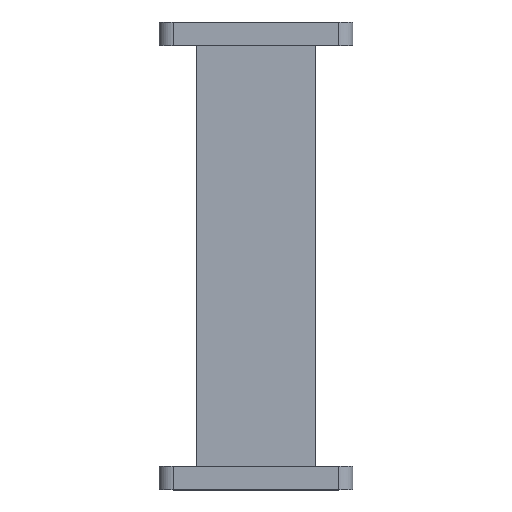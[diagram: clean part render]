
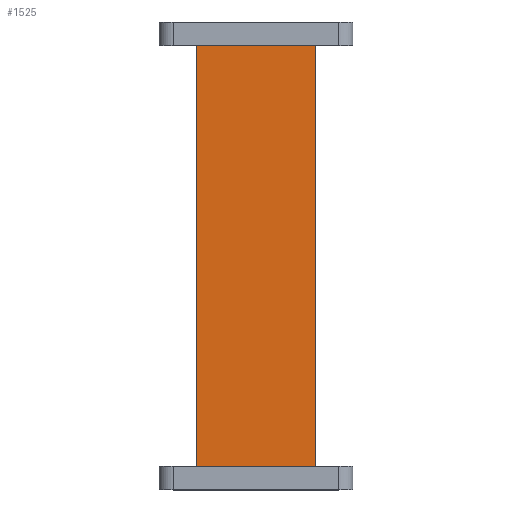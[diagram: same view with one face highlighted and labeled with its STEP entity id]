
A CAD part, top view. The second image highlights one B-rep face of the part: STEP entity #1525.
In plain terms, the highlighted planar face has unit normal (0, 0, 1).
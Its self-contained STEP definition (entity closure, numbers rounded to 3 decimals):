
#2 = ORIENTED_EDGE ( 'NONE', *, *, #1939, .T. ) ;
#92 = DIRECTION ( 'NONE',  ( 1., 0., 0. ) ) ;
#242 = FACE_OUTER_BOUND ( 'NONE', #1104, .T. ) ;
#252 = DIRECTION ( 'NONE',  ( 0., 0., -1. ) ) ;
#263 = CARTESIAN_POINT ( 'NONE',  ( -12.7, 45., 6.35 ) ) ;
#395 = LINE ( 'NONE', #890, #1370 ) ;
#489 = VECTOR ( 'NONE', #901, 1000. ) ;
#621 = VECTOR ( 'NONE', #1493, 1000. ) ;
#695 = VECTOR ( 'NONE', #948, 1000. ) ;
#825 = LINE ( 'NONE', #1447, #621 ) ;
#850 = CARTESIAN_POINT ( 'NONE',  ( -12.7, -45., 6.35 ) ) ;
#890 = CARTESIAN_POINT ( 'NONE',  ( -12.7, -45., 6.35 ) ) ;
#901 = DIRECTION ( 'NONE',  ( 0., -1., 0. ) ) ;
#948 = DIRECTION ( 'NONE',  ( 1., 0., 0. ) ) ;
#1017 = CARTESIAN_POINT ( 'NONE',  ( -12.7, 45., 6.35 ) ) ;
#1077 = VERTEX_POINT ( 'NONE', #1605 ) ;
#1104 = EDGE_LOOP ( 'NONE', ( #2, #1535, #2034, #1548 ) ) ;
#1135 = VERTEX_POINT ( 'NONE', #850 ) ;
#1214 = LINE ( 'NONE', #2019, #489 ) ;
#1277 = CARTESIAN_POINT ( 'NONE',  ( 12.7, -45., 6.35 ) ) ;
#1279 = VERTEX_POINT ( 'NONE', #1277 ) ;
#1370 = VECTOR ( 'NONE', #92, 1000. ) ;
#1388 = PLANE ( 'NONE',  #1436 ) ;
#1414 = CARTESIAN_POINT ( 'NONE',  ( -12.7, 45., 6.35 ) ) ;
#1436 = AXIS2_PLACEMENT_3D ( 'NONE', #263, #252, #1840 ) ;
#1447 = CARTESIAN_POINT ( 'NONE',  ( -12.7, 45., 6.35 ) ) ;
#1493 = DIRECTION ( 'NONE',  ( 0., -1., 0. ) ) ;
#1525 = ADVANCED_FACE ( 'NONE', ( #242 ), #1388, .F. ) ;
#1535 = ORIENTED_EDGE ( 'NONE', *, *, #1960, .F. ) ;
#1548 = ORIENTED_EDGE ( 'NONE', *, *, #1779, .T. ) ;
#1566 = LINE ( 'NONE', #1414, #695 ) ;
#1580 = VERTEX_POINT ( 'NONE', #1017 ) ;
#1605 = CARTESIAN_POINT ( 'NONE',  ( 12.7, 45., 6.35 ) ) ;
#1779 = EDGE_CURVE ( 'NONE', #1580, #1135, #825, .T. ) ;
#1840 = DIRECTION ( 'NONE',  ( -1., 0., 0. ) ) ;
#1939 = EDGE_CURVE ( 'NONE', #1135, #1279, #395, .T. ) ;
#1960 = EDGE_CURVE ( 'NONE', #1077, #1279, #1214, .T. ) ;
#2019 = CARTESIAN_POINT ( 'NONE',  ( 12.7, 45., 6.35 ) ) ;
#2034 = ORIENTED_EDGE ( 'NONE', *, *, #2065, .F. ) ;
#2065 = EDGE_CURVE ( 'NONE', #1580, #1077, #1566, .T. ) ;
